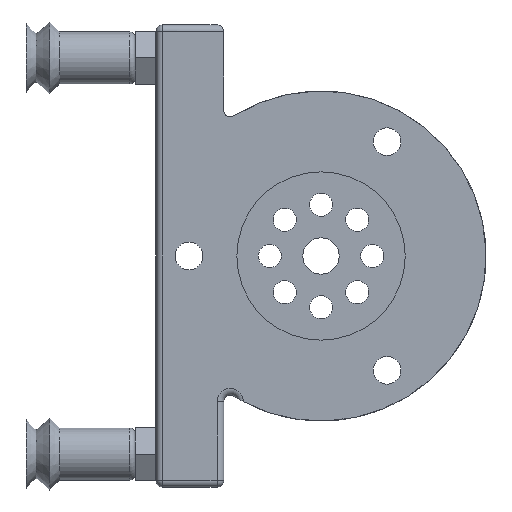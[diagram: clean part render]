
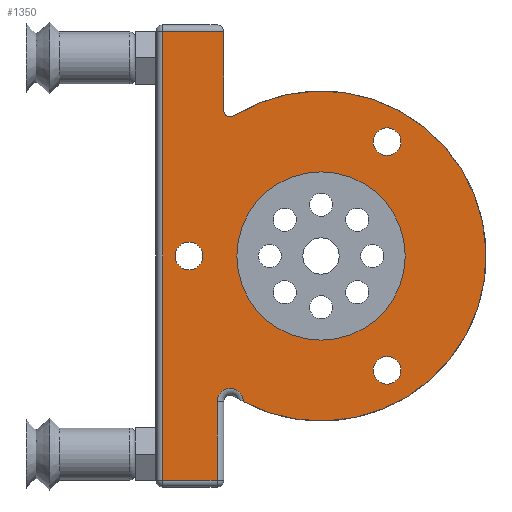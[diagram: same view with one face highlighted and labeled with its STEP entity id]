
A CAD part, front view. The second image highlights one B-rep face of the part: STEP entity #1350.
In plain terms, the highlighted face is planar.
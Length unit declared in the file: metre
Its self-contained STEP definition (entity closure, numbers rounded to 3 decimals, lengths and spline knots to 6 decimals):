
#96=CIRCLE('',#1497,0.025);
#103=CIRCLE('',#1506,0.01275);
#104=CIRCLE('',#1508,0.0021);
#105=CIRCLE('',#1509,0.0021);
#106=CIRCLE('',#1510,0.0021);
#107=CIRCLE('',#1511,0.002);
#108=CIRCLE('',#1512,0.001);
#300=ORIENTED_EDGE('',*,*,#611,.T.);
#301=ORIENTED_EDGE('',*,*,#612,.T.);
#302=ORIENTED_EDGE('',*,*,#613,.T.);
#303=ORIENTED_EDGE('',*,*,#614,.T.);
#304=ORIENTED_EDGE('',*,*,#615,.T.);
#305=ORIENTED_EDGE('',*,*,#595,.T.);
#306=ORIENTED_EDGE('',*,*,#616,.T.);
#307=ORIENTED_EDGE('',*,*,#617,.T.);
#308=ORIENTED_EDGE('',*,*,#618,.T.);
#309=ORIENTED_EDGE('',*,*,#619,.T.);
#310=ORIENTED_EDGE('',*,*,#620,.T.);
#311=ORIENTED_EDGE('',*,*,#610,.F.);
#595=EDGE_CURVE('',#762,#763,#96,.T.);
#610=EDGE_CURVE('',#777,#777,#103,.T.);
#611=EDGE_CURVE('',#778,#778,#104,.T.);
#612=EDGE_CURVE('',#779,#779,#105,.T.);
#613=EDGE_CURVE('',#780,#780,#106,.T.);
#614=EDGE_CURVE('',#781,#782,#878,.F.);
#615=EDGE_CURVE('',#782,#762,#107,.F.);
#616=EDGE_CURVE('',#763,#783,#108,.F.);
#617=EDGE_CURVE('',#783,#784,#879,.T.);
#618=EDGE_CURVE('',#784,#785,#880,.T.);
#619=EDGE_CURVE('',#785,#786,#881,.T.);
#620=EDGE_CURVE('',#786,#781,#882,.F.);
#762=VERTEX_POINT('',#2186);
#763=VERTEX_POINT('',#2187);
#777=VERTEX_POINT('',#2226);
#778=VERTEX_POINT('',#2229);
#779=VERTEX_POINT('',#2231);
#780=VERTEX_POINT('',#2233);
#781=VERTEX_POINT('',#2235);
#782=VERTEX_POINT('',#2236);
#783=VERTEX_POINT('',#2239);
#784=VERTEX_POINT('',#2241);
#785=VERTEX_POINT('',#2243);
#786=VERTEX_POINT('',#2245);
#878=LINE('',#2234,#943);
#879=LINE('',#2240,#944);
#880=LINE('',#2242,#945);
#881=LINE('',#2244,#946);
#882=LINE('',#2246,#947);
#943=VECTOR('',#1786,1.);
#944=VECTOR('',#1791,1.);
#945=VECTOR('',#1792,1.);
#946=VECTOR('',#1793,1.);
#947=VECTOR('',#1794,1.);
#1032=EDGE_LOOP('',(#300));
#1033=EDGE_LOOP('',(#301));
#1034=EDGE_LOOP('',(#302));
#1035=EDGE_LOOP('',(#303,#304,#305,#306,#307,#308,#309,#310));
#1036=EDGE_LOOP('',(#311));
#1190=FACE_BOUND('',#1032,.T.);
#1191=FACE_BOUND('',#1033,.T.);
#1192=FACE_BOUND('',#1034,.T.);
#1193=FACE_BOUND('',#1035,.T.);
#1194=FACE_BOUND('',#1036,.T.);
#1312=PLANE('',#1507);
#1350=ADVANCED_FACE('',(#1190,#1191,#1192,#1193,#1194),#1312,.T.);
#1497=AXIS2_PLACEMENT_3D('',#2185,#1752,#1753);
#1506=AXIS2_PLACEMENT_3D('',#2225,#1776,#1777);
#1507=AXIS2_PLACEMENT_3D('',#2227,#1778,#1779);
#1508=AXIS2_PLACEMENT_3D('',#2228,#1780,#1781);
#1509=AXIS2_PLACEMENT_3D('',#2230,#1782,#1783);
#1510=AXIS2_PLACEMENT_3D('',#2232,#1784,#1785);
#1511=AXIS2_PLACEMENT_3D('',#2237,#1787,#1788);
#1512=AXIS2_PLACEMENT_3D('',#2238,#1789,#1790);
#1752=DIRECTION('',(0.,0.,1.));
#1753=DIRECTION('',(1.,0.,0.));
#1776=DIRECTION('',(0.,0.,1.));
#1777=DIRECTION('',(1.,0.,0.));
#1778=DIRECTION('',(0.,0.,1.));
#1779=DIRECTION('',(1.,0.,0.));
#1780=DIRECTION('',(0.,0.,-1.));
#1781=DIRECTION('',(-1.,0.,0.));
#1782=DIRECTION('',(0.,0.,-1.));
#1783=DIRECTION('',(-1.,0.,0.));
#1784=DIRECTION('',(0.,0.,-1.));
#1785=DIRECTION('',(-1.,0.,0.));
#1786=DIRECTION('',(-1.,0.,0.));
#1787=DIRECTION('',(0.,0.,1.));
#1788=DIRECTION('',(1.,0.,0.));
#1789=DIRECTION('',(0.,0.,1.));
#1790=DIRECTION('',(1.,0.,0.));
#1791=DIRECTION('',(1.,0.,0.));
#1792=DIRECTION('',(0.,1.,0.));
#1793=DIRECTION('',(-1.,0.,0.));
#1794=DIRECTION('',(0.,1.,0.));
#2185=CARTESIAN_POINT('',(0.,0.,-0.01975));
#2186=CARTESIAN_POINT('',(-0.022067,0.01175,-0.01975));
#2187=CARTESIAN_POINT('',(0.021218,0.013221,-0.01975));
#2225=CARTESIAN_POINT('',(0.,0.,-0.01975));
#2226=CARTESIAN_POINT('',(0.01275,0.,-0.01975));
#2227=CARTESIAN_POINT('',(-0.018875,0.,-0.01975));
#2228=CARTESIAN_POINT('',(-0.017321,-0.01,-0.01975));
#2229=CARTESIAN_POINT('',(-0.019421,-0.01,-0.01975));
#2230=CARTESIAN_POINT('',(0.017321,-0.01,-0.01975));
#2231=CARTESIAN_POINT('',(0.015221,-0.01,-0.01975));
#2232=CARTESIAN_POINT('',(0.,0.02,-0.01975));
#2233=CARTESIAN_POINT('',(-0.0021,0.02,-0.01975));
#2234=CARTESIAN_POINT('',(-0.020185,0.01575,-0.01975));
#2235=CARTESIAN_POINT('',(-0.034,0.01575,-0.01975));
#2236=CARTESIAN_POINT('',(-0.022067,0.01575,-0.01975));
#2237=CARTESIAN_POINT('',(-0.022067,0.01375,-0.01975));
#2238=CARTESIAN_POINT('',(0.022067,0.01375,-0.01975));
#2239=CARTESIAN_POINT('',(0.022067,0.01475,-0.01975));
#2240=CARTESIAN_POINT('',(0.024875,0.01475,-0.01975));
#2241=CARTESIAN_POINT('',(0.034,0.01475,-0.01975));
#2242=CARTESIAN_POINT('',(0.034,0.,-0.01975));
#2243=CARTESIAN_POINT('',(0.034,0.024,-0.01975));
#2244=CARTESIAN_POINT('',(-0.018875,0.024,-0.01975));
#2245=CARTESIAN_POINT('',(-0.034,0.024,-0.01975));
#2246=CARTESIAN_POINT('',(-0.034,0.01475,-0.01975));
